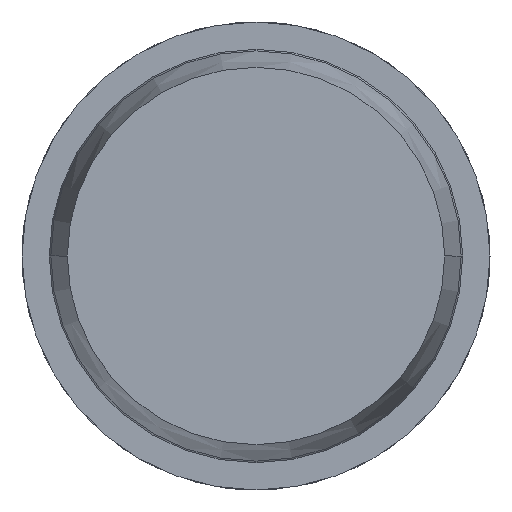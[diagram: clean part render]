
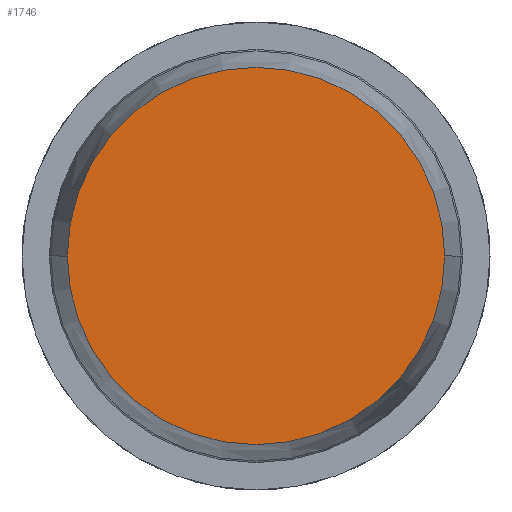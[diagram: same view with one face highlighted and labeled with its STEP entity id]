
A CAD part, front view. The second image highlights one B-rep face of the part: STEP entity #1746.
In plain terms, the highlighted planar face has unit normal (0, -1, 0).
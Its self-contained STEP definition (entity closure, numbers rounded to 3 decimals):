
#97 = EDGE_CURVE ( 'Defeature ausgef�hrt1_2+Defeature ausgef�hrt1_11+Defeature ausgef�hrt1_11+Defeature ausgef�hrt1_11', #3714, #744, #838, .T. ) ;
#433 = CARTESIAN_POINT ( 'NONE',  ( 0., -19., 0. ) ) ;
#508 = PLANE ( 'NONE',  #684 ) ;
#542 = ORIENTED_EDGE ( 'NONE', *, *, #97, .T. ) ;
#684 = AXIS2_PLACEMENT_3D ( 'NONE', #2894, #1520, #3952 ) ;
#705 = DIRECTION ( 'NONE',  ( 0., -1., 0. ) ) ;
#744 = VERTEX_POINT ( 'NONE', #2237 ) ;
#838 = CIRCLE ( 'NONE', #3457, 1.209 ) ;
#1061 = DIRECTION ( 'NONE',  ( 1., 0., 0. ) ) ;
#1520 = DIRECTION ( 'NONE',  ( 0., -1., 0. ) ) ;
#1746 = ADVANCED_FACE ( 'Defeature ausgef�hrt1_2', ( #3411 ), #508, .T. ) ;
#1802 = DIRECTION ( 'NONE',  ( 1., 0., 0. ) ) ;
#1872 = EDGE_CURVE ( 'Defeature ausgef�hrt1_2+Defeature ausgef�hrt1_11+Defeature ausgef�hrt1_11+Defeature ausgef�hrt1_11', #744, #3714, #2057, .T. ) ;
#1899 = ORIENTED_EDGE ( 'NONE', *, *, #1872, .T. ) ;
#2057 = CIRCLE ( 'NONE', #3973, 1.209 ) ;
#2237 = CARTESIAN_POINT ( 'NONE',  ( -1.209, -19., 0. ) ) ;
#2894 = CARTESIAN_POINT ( 'NONE',  ( 0., -19., 0. ) ) ;
#3029 = CARTESIAN_POINT ( 'NONE',  ( 1.209, -19., 0. ) ) ;
#3109 = CARTESIAN_POINT ( 'NONE',  ( 0., -19., 0. ) ) ;
#3411 = FACE_OUTER_BOUND ( 'NONE', #4427, .T. ) ;
#3457 = AXIS2_PLACEMENT_3D ( 'NONE', #3109, #705, #1061 ) ;
#3714 = VERTEX_POINT ( 'NONE', #3029 ) ;
#3845 = DIRECTION ( 'NONE',  ( 0., -1., 0. ) ) ;
#3952 = DIRECTION ( 'NONE',  ( 1., 0., 0. ) ) ;
#3973 = AXIS2_PLACEMENT_3D ( 'NONE', #433, #3845, #1802 ) ;
#4427 = EDGE_LOOP ( 'NONE', ( #1899, #542 ) ) ;
